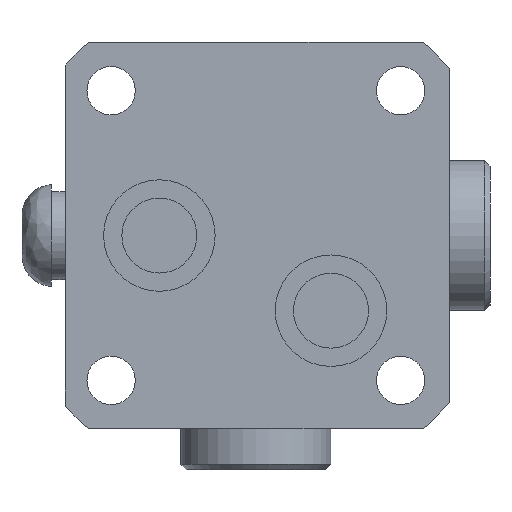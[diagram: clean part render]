
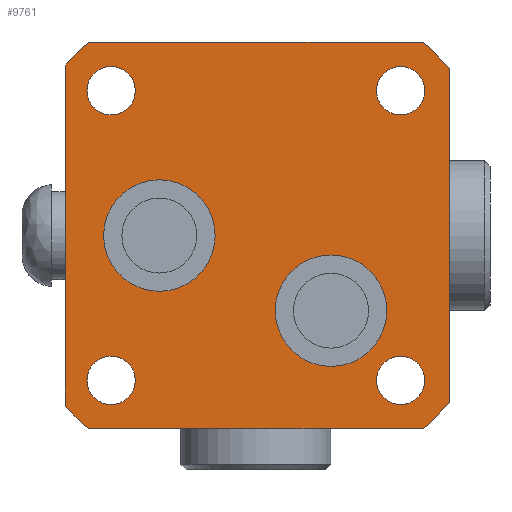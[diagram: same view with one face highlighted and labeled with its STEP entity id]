
A CAD part, front view. The second image highlights one B-rep face of the part: STEP entity #9761.
In plain terms, the highlighted planar face has unit normal (0, -1, 0).
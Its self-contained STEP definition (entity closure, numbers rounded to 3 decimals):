
#3853=CARTESIAN_POINT('',(13.487,-19.38,13.487));
#3854=DIRECTION('',(0.,1.,0.));
#3855=DIRECTION('',(0.,0.,1.));
#3856=AXIS2_PLACEMENT_3D('',#3853,#3854,#3855);
#3861=CARTESIAN_POINT('',(13.487,-19.38,13.487));
#3862=DIRECTION('',(0.,1.,0.));
#3863=DIRECTION('',(0.,0.,-1.));
#3864=AXIS2_PLACEMENT_3D('',#3861,#3862,#3863);
#3869=CARTESIAN_POINT('',(13.487,-19.38,-13.487));
#3870=DIRECTION('',(0.,1.,0.));
#3871=DIRECTION('',(0.,0.,1.));
#3872=AXIS2_PLACEMENT_3D('',#3869,#3870,#3871);
#3877=CARTESIAN_POINT('',(13.487,-19.38,-13.487));
#3878=DIRECTION('',(0.,1.,0.));
#3879=DIRECTION('',(0.,0.,-1.));
#3880=AXIS2_PLACEMENT_3D('',#3877,#3878,#3879);
#3885=CARTESIAN_POINT('',(-13.487,-19.38,-13.487));
#3886=DIRECTION('',(0.,1.,0.));
#3887=DIRECTION('',(0.,0.,1.));
#3888=AXIS2_PLACEMENT_3D('',#3885,#3886,#3887);
#3893=CARTESIAN_POINT('',(-13.487,-19.38,-13.487));
#3894=DIRECTION('',(0.,1.,0.));
#3895=DIRECTION('',(0.,0.,-1.));
#3896=AXIS2_PLACEMENT_3D('',#3893,#3894,#3895);
#3901=CARTESIAN_POINT('',(-13.487,-19.38,13.487));
#3902=DIRECTION('',(0.,1.,0.));
#3903=DIRECTION('',(0.,0.,1.));
#3904=AXIS2_PLACEMENT_3D('',#3901,#3902,#3903);
#3909=CARTESIAN_POINT('',(-13.487,-19.38,13.487));
#3910=DIRECTION('',(0.,1.,0.));
#3911=DIRECTION('',(0.,0.,-1.));
#3912=AXIS2_PLACEMENT_3D('',#3909,#3910,#3911);
#3917=CARTESIAN_POINT('',(6.998,-19.38,-6.998));
#3918=DIRECTION('',(0.,-1.,0.));
#3919=DIRECTION('',(-1.,0.,0.));
#3920=AXIS2_PLACEMENT_3D('',#3917,#3918,#3919);
#3925=CARTESIAN_POINT('',(6.998,-19.38,-6.998));
#3926=DIRECTION('',(0.,-1.,0.));
#3927=DIRECTION('',(1.,0.,0.));
#3928=AXIS2_PLACEMENT_3D('',#3925,#3926,#3927);
#3933=CARTESIAN_POINT('',(-8.992,-19.38,0.));
#3934=DIRECTION('',(0.,-1.,0.));
#3935=DIRECTION('',(-1.,0.,0.));
#3936=AXIS2_PLACEMENT_3D('',#3933,#3934,#3935);
#3941=CARTESIAN_POINT('',(-8.992,-19.38,0.));
#3942=DIRECTION('',(0.,-1.,0.));
#3943=DIRECTION('',(1.,0.,0.));
#3944=AXIS2_PLACEMENT_3D('',#3941,#3942,#3943);
#3949=DIRECTION('',(0.,0.,1.));
#3950=VECTOR('',#3949,31.76);
#3951=CARTESIAN_POINT('',(-17.748,-19.38,-15.88));
#3952=LINE('',#3951,#3950);
#3956=CARTESIAN_POINT('',(0.,-19.38,0.));
#3957=DIRECTION('',(0.,-1.,0.));
#3958=DIRECTION('',(-0.655,0.,0.756));
#3959=AXIS2_PLACEMENT_3D('',#3956,#3957,#3958);
#3964=DIRECTION('',(1.,0.,0.));
#3965=VECTOR('',#3964,31.183);
#3966=CARTESIAN_POINT('',(-15.592,-19.38,18.002));
#3967=LINE('',#3966,#3965);
#3971=CARTESIAN_POINT('',(0.,-19.38,0.));
#3972=DIRECTION('',(0.,-1.,0.));
#3973=DIRECTION('',(0.756,0.,0.655));
#3974=AXIS2_PLACEMENT_3D('',#3971,#3972,#3973);
#3979=DIRECTION('',(0.,0.,-1.));
#3980=VECTOR('',#3979,31.19);
#3981=CARTESIAN_POINT('',(17.998,-19.38,15.595));
#3982=LINE('',#3981,#3980);
#3986=CARTESIAN_POINT('',(0.,-19.38,0.));
#3987=DIRECTION('',(0.,-1.,0.));
#3988=DIRECTION('',(0.655,0.,-0.756));
#3989=AXIS2_PLACEMENT_3D('',#3986,#3987,#3988);
#3994=DIRECTION('',(-1.,0.,0.));
#3995=VECTOR('',#3994,31.19);
#3996=CARTESIAN_POINT('',(15.595,-19.38,-17.998));
#3997=LINE('',#3996,#3995);
#4001=CARTESIAN_POINT('',(0.,-19.38,0.));
#4002=DIRECTION('',(0.,-1.,0.));
#4003=DIRECTION('',(-0.745,0.,-0.667));
#4004=AXIS2_PLACEMENT_3D('',#4001,#4002,#4003);
#7107=CARTESIAN_POINT('',(13.487,-19.38,15.737));
#7109=VERTEX_POINT('',#7107);
#7111=CARTESIAN_POINT('',(13.487,-19.38,11.237));
#7113=VERTEX_POINT('',#7111);
#7115=CARTESIAN_POINT('',(13.487,-19.38,-11.237));
#7117=VERTEX_POINT('',#7115);
#7119=CARTESIAN_POINT('',(13.487,-19.38,-15.737));
#7121=VERTEX_POINT('',#7119);
#7123=CARTESIAN_POINT('',(-13.487,-19.38,-11.237));
#7125=VERTEX_POINT('',#7123);
#7127=CARTESIAN_POINT('',(-13.487,-19.38,-15.737));
#7129=VERTEX_POINT('',#7127);
#7131=CARTESIAN_POINT('',(-13.487,-19.38,15.737));
#7133=VERTEX_POINT('',#7131);
#7135=CARTESIAN_POINT('',(-13.487,-19.38,11.237));
#7137=VERTEX_POINT('',#7135);
#7154=CARTESIAN_POINT('',(15.595,-19.38,-17.998));
#7155=CARTESIAN_POINT('',(17.998,-19.38,-15.595));
#7156=VERTEX_POINT('',#7154);
#7157=VERTEX_POINT('',#7155);
#7158=CARTESIAN_POINT('',(17.998,-19.38,15.595));
#7159=CARTESIAN_POINT('',(15.592,-19.38,18.002));
#7160=VERTEX_POINT('',#7158);
#7161=VERTEX_POINT('',#7159);
#7163=CARTESIAN_POINT('',(-15.595,-19.38,-17.998));
#7165=VERTEX_POINT('',#7163);
#7173=CARTESIAN_POINT('',(-15.592,-19.38,18.002));
#7175=VERTEX_POINT('',#7173);
#7202=CARTESIAN_POINT('',(1.803,-19.38,-6.998));
#7203=VERTEX_POINT('',#7202);
#7204=CARTESIAN_POINT('',(12.192,-19.38,-6.998));
#7205=VERTEX_POINT('',#7204);
#7206=CARTESIAN_POINT('',(-14.186,-19.38,0.));
#7207=VERTEX_POINT('',#7206);
#7208=CARTESIAN_POINT('',(-3.797,-19.38,0.));
#7209=VERTEX_POINT('',#7208);
#7666=CARTESIAN_POINT('',(-17.748,-19.38,-15.88));
#7667=CARTESIAN_POINT('',(-17.748,-19.38,15.88));
#7668=VERTEX_POINT('',#7666);
#7669=VERTEX_POINT('',#7667);
#9703=CARTESIAN_POINT('',(0.,-19.38,0.));
#9704=DIRECTION('',(0.,-1.,0.));
#9705=DIRECTION('',(0.,0.,1.));
#9706=AXIS2_PLACEMENT_3D('',#9703,#9704,#9705);
#9707=PLANE('',#9706);
#9708=ORIENTED_EDGE('',*,*,#9667,.T.);
#9710=ORIENTED_EDGE('',*,*,#9709,.F.);
#9712=ORIENTED_EDGE('',*,*,#9711,.T.);
#9714=ORIENTED_EDGE('',*,*,#9713,.F.);
#9716=ORIENTED_EDGE('',*,*,#9715,.T.);
#9718=ORIENTED_EDGE('',*,*,#9717,.F.);
#9720=ORIENTED_EDGE('',*,*,#9719,.T.);
#9722=ORIENTED_EDGE('',*,*,#9721,.F.);
#9723=EDGE_LOOP('',(#9708,#9710,#9712,#9714,#9716,#9718,#9720,#9722));
#9724=FACE_OUTER_BOUND('',#9723,.F.);
#9726=ORIENTED_EDGE('',*,*,#9725,.F.);
#9728=ORIENTED_EDGE('',*,*,#9727,.F.);
#9729=EDGE_LOOP('',(#9726,#9728));
#9730=FACE_BOUND('',#9729,.F.);
#9732=ORIENTED_EDGE('',*,*,#9731,.F.);
#9734=ORIENTED_EDGE('',*,*,#9733,.F.);
#9735=EDGE_LOOP('',(#9732,#9734));
#9736=FACE_BOUND('',#9735,.F.);
#9738=ORIENTED_EDGE('',*,*,#9737,.F.);
#9740=ORIENTED_EDGE('',*,*,#9739,.F.);
#9741=EDGE_LOOP('',(#9738,#9740));
#9742=FACE_BOUND('',#9741,.F.);
#9744=ORIENTED_EDGE('',*,*,#9743,.T.);
#9746=ORIENTED_EDGE('',*,*,#9745,.T.);
#9747=EDGE_LOOP('',(#9744,#9746));
#9748=FACE_BOUND('',#9747,.F.);
#9750=ORIENTED_EDGE('',*,*,#9749,.T.);
#9752=ORIENTED_EDGE('',*,*,#9751,.T.);
#9753=EDGE_LOOP('',(#9750,#9752));
#9754=FACE_BOUND('',#9753,.F.);
#9756=ORIENTED_EDGE('',*,*,#9755,.F.);
#9758=ORIENTED_EDGE('',*,*,#9757,.F.);
#9759=EDGE_LOOP('',(#9756,#9758));
#9760=FACE_BOUND('',#9759,.F.);
#3857=CIRCLE('',#3856,2.25);
#3865=CIRCLE('',#3864,2.25);
#3873=CIRCLE('',#3872,2.25);
#3881=CIRCLE('',#3880,2.25);
#3889=CIRCLE('',#3888,2.25);
#3897=CIRCLE('',#3896,2.25);
#3905=CIRCLE('',#3904,2.25);
#3913=CIRCLE('',#3912,2.25);
#3921=CIRCLE('',#3920,5.194);
#3929=CIRCLE('',#3928,5.194);
#3937=CIRCLE('',#3936,5.194);
#3945=CIRCLE('',#3944,5.194);
#3960=CIRCLE('',#3959,23.815);
#3975=CIRCLE('',#3974,23.815);
#3990=CIRCLE('',#3989,23.815);
#4005=CIRCLE('',#4004,23.815);
#9667=EDGE_CURVE('',#7668,#7669,#3952,.T.);
#9709=EDGE_CURVE('',#7175,#7669,#3960,.T.);
#9711=EDGE_CURVE('',#7175,#7161,#3967,.T.);
#9713=EDGE_CURVE('',#7160,#7161,#3975,.T.);
#9715=EDGE_CURVE('',#7160,#7157,#3982,.T.);
#9717=EDGE_CURVE('',#7156,#7157,#3990,.T.);
#9719=EDGE_CURVE('',#7156,#7165,#3997,.T.);
#9721=EDGE_CURVE('',#7668,#7165,#4005,.T.);
#9725=EDGE_CURVE('',#7117,#7121,#3873,.T.);
#9727=EDGE_CURVE('',#7121,#7117,#3881,.T.);
#9731=EDGE_CURVE('',#7125,#7129,#3889,.T.);
#9733=EDGE_CURVE('',#7129,#7125,#3897,.T.);
#9737=EDGE_CURVE('',#7133,#7137,#3905,.T.);
#9739=EDGE_CURVE('',#7137,#7133,#3913,.T.);
#9743=EDGE_CURVE('',#7203,#7205,#3921,.T.);
#9745=EDGE_CURVE('',#7205,#7203,#3929,.T.);
#9749=EDGE_CURVE('',#7207,#7209,#3937,.T.);
#9751=EDGE_CURVE('',#7209,#7207,#3945,.T.);
#9755=EDGE_CURVE('',#7109,#7113,#3857,.T.);
#9757=EDGE_CURVE('',#7113,#7109,#3865,.T.);
#9761=ADVANCED_FACE('',(#9724,#9730,#9736,#9742,#9748,#9754,#9760),#9707,.T.);
